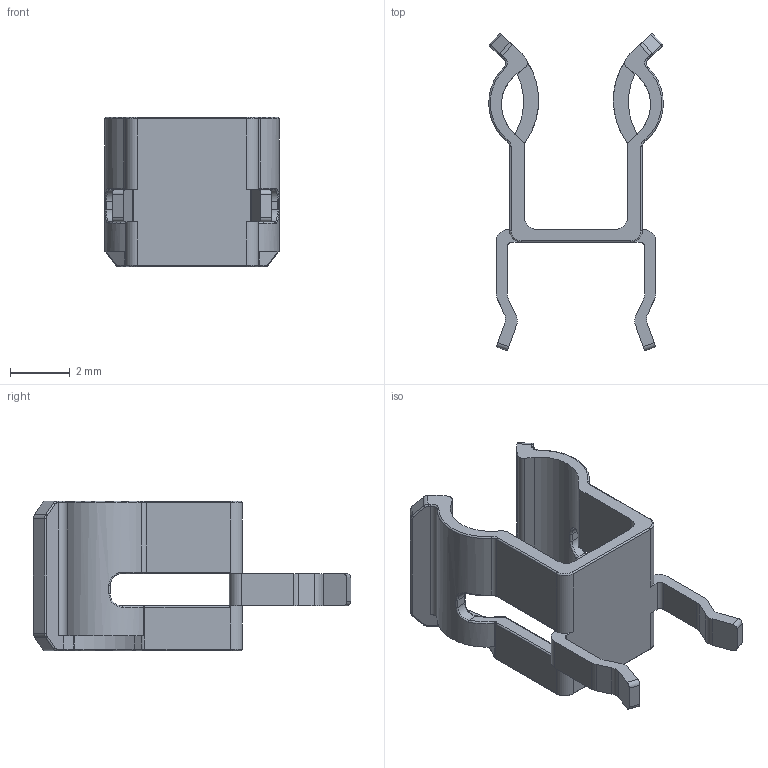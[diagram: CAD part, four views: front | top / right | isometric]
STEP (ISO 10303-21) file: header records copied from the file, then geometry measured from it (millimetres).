
FILE_DESCRIPTION(/* description */ (''),/* implementation_level */ '2;1');
FILE_NAME(/* name */ '1.stp',/* time_stamp */ '2019-09-15T12:08:04+02:00',/* author */ ('Karem'),/* organization */ (''),/* preprocessor_version */ 'ST-DEVELOPER v15.6',/* originating_system */ 'Autodesk Inventor 2015',/* authorisation */ '');
FILE_SCHEMA (('AUTOMOTIVE_DESIGN { 1 0 10303 214 3 1 1 }'));
Length unit declared in the file: millimetre
Products named in the file (1): 1
Bounding box: 5.84 x 10.63 x 5 mm (x, y, z)
Volume: 42.6 mm3; surface area: 223.1 mm2
Topology: 1 solids, 1 shells, 226 faces, 600 edges, 368 vertices
Faces by surface type: cylinder 102, plane 60, torus 54, bspline 8, sphere 2
Entity records: 7378 total; most frequent: CARTESIAN_POINT 1585, DIRECTION 1302, ORIENTED_EDGE 1200, EDGE_CURVE 600, AXIS2_PLACEMENT_3D 511, VERTEX_POINT 368, CIRCLE 292, LINE 280
